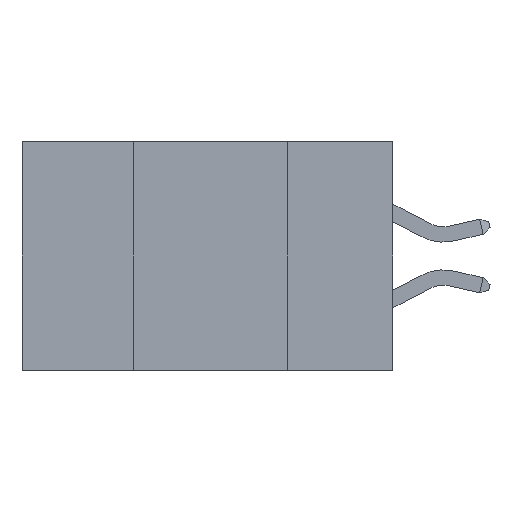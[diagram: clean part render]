
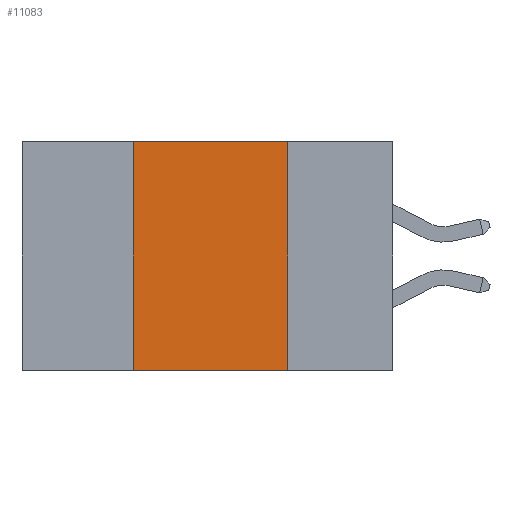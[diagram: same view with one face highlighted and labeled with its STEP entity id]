
A CAD part, left-side view. The second image highlights one B-rep face of the part: STEP entity #11083.
In plain terms, the highlighted planar face has unit normal (-1, 0, 0).
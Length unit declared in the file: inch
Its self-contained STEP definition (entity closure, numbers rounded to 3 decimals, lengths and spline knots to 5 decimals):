
#12 = VECTOR ( 'NONE', #11300, 39.37008 ) ;
#167 = VECTOR ( 'NONE', #2661, 39.37008 ) ;
#265 = ORIENTED_EDGE ( 'NONE', *, *, #413, .T. ) ;
#413 = EDGE_CURVE ( 'NONE', #11497, #6792, #10813, .T. ) ;
#1189 = VECTOR ( 'NONE', #8146, 39.37008 ) ;
#1368 = CARTESIAN_POINT ( 'NONE',  ( 0., 0.6, -0.37 ) ) ;
#1403 = VERTEX_POINT ( 'NONE', #6958 ) ;
#1494 = LINE ( 'NONE', #4567, #1189 ) ;
#1785 = VECTOR ( 'NONE', #6936, 39.37008 ) ;
#2661 = DIRECTION ( 'NONE',  ( 0., 0., 1. ) ) ;
#3331 = FACE_OUTER_BOUND ( 'NONE', #4488, .T. ) ;
#3712 = EDGE_CURVE ( 'NONE', #1403, #6359, #1494, .T. ) ;
#3821 = ORIENTED_EDGE ( 'NONE', *, *, #3712, .F. ) ;
#3885 = CARTESIAN_POINT ( 'NONE',  ( 0., 0.6, 0. ) ) ;
#3924 = DIRECTION ( 'NONE',  ( 0., 0., -1. ) ) ;
#4350 = CARTESIAN_POINT ( 'NONE',  ( 0., 0.17, -0.37 ) ) ;
#4488 = EDGE_LOOP ( 'NONE', ( #10358, #3821, #11432, #265 ) ) ;
#4567 = CARTESIAN_POINT ( 'NONE',  ( 0., 0.6, 0. ) ) ;
#5461 = CARTESIAN_POINT ( 'NONE',  ( 0., 0.42, 0. ) ) ;
#6359 = VERTEX_POINT ( 'NONE', #9134 ) ;
#6711 = EDGE_CURVE ( 'NONE', #6359, #6792, #7497, .T. ) ;
#6792 = VERTEX_POINT ( 'NONE', #4350 ) ;
#6925 = EDGE_CURVE ( 'NONE', #11497, #1403, #9938, .T. ) ;
#6936 = DIRECTION ( 'NONE',  ( 0., -1., 0. ) ) ;
#6958 = CARTESIAN_POINT ( 'NONE',  ( 0., 0.42, 0. ) ) ;
#7184 = CARTESIAN_POINT ( 'NONE',  ( 0., 0.42, -0.37 ) ) ;
#7497 = LINE ( 'NONE', #10433, #12 ) ;
#7772 = AXIS2_PLACEMENT_3D ( 'NONE', #3885, #9302, #3924 ) ;
#8146 = DIRECTION ( 'NONE',  ( 0., -1., 0. ) ) ;
#8424 = PLANE ( 'NONE',  #7772 ) ;
#9134 = CARTESIAN_POINT ( 'NONE',  ( 0., 0.17, 0. ) ) ;
#9302 = DIRECTION ( 'NONE',  ( 1., 0., 0. ) ) ;
#9938 = LINE ( 'NONE', #5461, #167 ) ;
#10358 = ORIENTED_EDGE ( 'NONE', *, *, #6711, .F. ) ;
#10433 = CARTESIAN_POINT ( 'NONE',  ( 0., 0.17, 0. ) ) ;
#10813 = LINE ( 'NONE', #1368, #1785 ) ;
#11083 = ADVANCED_FACE ( 'NONE', ( #3331 ), #8424, .F. ) ;
#11300 = DIRECTION ( 'NONE',  ( 0., 0., -1. ) ) ;
#11432 = ORIENTED_EDGE ( 'NONE', *, *, #6925, .F. ) ;
#11497 = VERTEX_POINT ( 'NONE', #7184 ) ;
